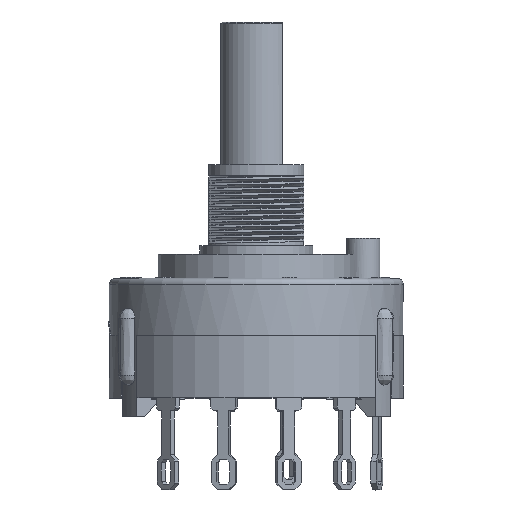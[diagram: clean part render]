
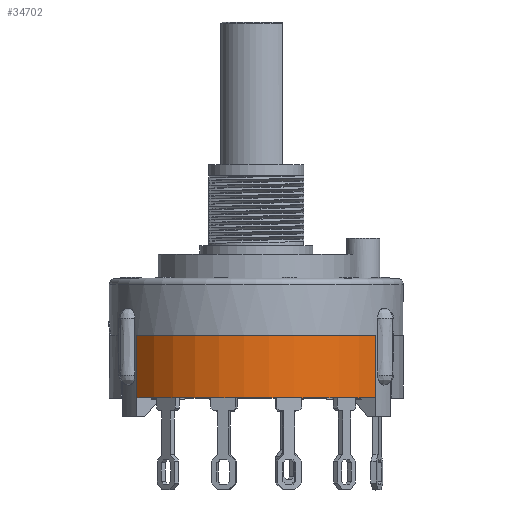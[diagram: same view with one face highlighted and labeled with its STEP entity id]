
A CAD part, top view. The second image highlights one B-rep face of the part: STEP entity #34702.
In plain terms, the highlighted cylindrical face has radius 13.157 mm (diameter 26.314 mm), a partial arc.
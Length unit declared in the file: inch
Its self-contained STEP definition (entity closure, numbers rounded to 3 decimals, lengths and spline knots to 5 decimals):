
#125=CYLINDRICAL_SURFACE('',#36689,0.518);
#490=CIRCLE('',#36676,0.518);
#499=CIRCLE('',#36690,0.518);
#3262=LINE('',#53580,#7747);
#3263=LINE('',#53581,#7748);
#7747=VECTOR('',#40316,39.37008);
#7748=VECTOR('',#40317,39.37008);
#13071=ORIENTED_EDGE('',*,*,#22961,.T.);
#13072=ORIENTED_EDGE('',*,*,#22962,.T.);
#13073=ORIENTED_EDGE('',*,*,#22942,.F.);
#13074=ORIENTED_EDGE('',*,*,#22963,.F.);
#22942=EDGE_CURVE('',#27877,#27879,#490,.T.);
#22961=EDGE_CURVE('',#27895,#27896,#499,.T.);
#22962=EDGE_CURVE('',#27896,#27879,#3262,.T.);
#22963=EDGE_CURVE('',#27895,#27877,#3263,.T.);
#27877=VERTEX_POINT('',#53529);
#27879=VERTEX_POINT('',#53532);
#27895=VERTEX_POINT('',#53578);
#27896=VERTEX_POINT('',#53579);
#30653=EDGE_LOOP('',(#13071,#13072,#13073,#13074));
#32705=FACE_BOUND('',#30653,.T.);
#34702=ADVANCED_FACE('',(#32705),#125,.T.);
#36676=AXIS2_PLACEMENT_3D('',#53531,#40277,#40278);
#36689=AXIS2_PLACEMENT_3D('',#53576,#40312,#40313);
#36690=AXIS2_PLACEMENT_3D('',#53577,#40314,#40315);
#40277=DIRECTION('',(0.,1.,0.));
#40278=DIRECTION('',(0.,0.,-1.));
#40312=DIRECTION('',(0.,-1.,0.));
#40313=DIRECTION('',(1.,0.,0.));
#40314=DIRECTION('',(0.,1.,0.));
#40315=DIRECTION('',(-0.808,0.,0.589));
#40316=DIRECTION('',(0.,1.,0.));
#40317=DIRECTION('',(0.,1.,0.));
#53529=CARTESIAN_POINT('',(-0.41857,0.,0.30517));
#53531=CARTESIAN_POINT('',(0.,0.,0.));
#53532=CARTESIAN_POINT('',(0.41857,0.,0.30517));
#53576=CARTESIAN_POINT('',(0.,-0.2195,0.));
#53577=CARTESIAN_POINT('',(0.,-0.2195,0.));
#53578=CARTESIAN_POINT('',(-0.41857,-0.2195,0.30517));
#53579=CARTESIAN_POINT('',(0.41857,-0.2195,0.30517));
#53580=CARTESIAN_POINT('',(0.41857,-0.2195,0.30517));
#53581=CARTESIAN_POINT('',(-0.41857,-0.2195,0.30517));
